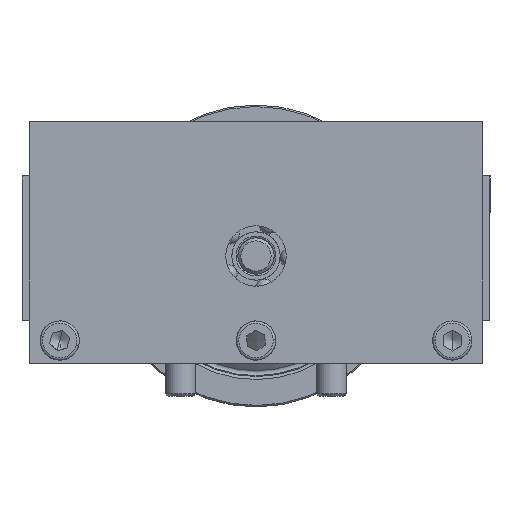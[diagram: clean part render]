
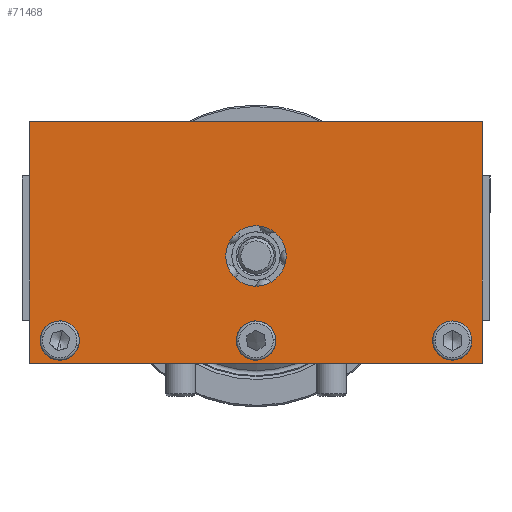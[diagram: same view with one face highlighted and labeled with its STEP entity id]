
A CAD part, left-side view. The second image highlights one B-rep face of the part: STEP entity #71468.
In plain terms, the highlighted planar face has unit normal (-1, 0, 0).
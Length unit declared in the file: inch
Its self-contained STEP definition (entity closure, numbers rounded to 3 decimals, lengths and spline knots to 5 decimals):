
#2008 = EDGE_CURVE ( 'NONE', #52159, #59264, #15173, .T. ) ;
#2064 = EDGE_CURVE ( 'NONE', #63170, #53498, #22134, .T. ) ;
#2739 = CARTESIAN_POINT ( 'NONE',  ( -9.44882, 2.95276, 3.14961 ) ) ;
#4279 = EDGE_LOOP ( 'NONE', ( #80860, #60745 ) ) ;
#5220 = DIRECTION ( 'NONE',  ( -1., 0., 0. ) ) ;
#5659 = FACE_BOUND ( 'NONE', #50113, .T. ) ;
#7211 = AXIS2_PLACEMENT_3D ( 'NONE', #68540, #30046, #74979 ) ;
#7697 = DIRECTION ( 'NONE',  ( -1., 0., 0. ) ) ;
#9270 = VERTEX_POINT ( 'NONE', #52014 ) ;
#13611 = CARTESIAN_POINT ( 'NONE',  ( -9.44882, 2.81496, 0.29528 ) ) ;
#14916 = ORIENTED_EDGE ( 'NONE', *, *, #2008, .F. ) ;
#15173 = CIRCLE ( 'NONE', #63915, 0.25591 ) ;
#15681 = DIRECTION ( 'NONE',  ( -1., 0., 0. ) ) ;
#17333 = CARTESIAN_POINT ( 'NONE',  ( -9.44882, 0., 1.39764 ) ) ;
#17587 = EDGE_CURVE ( 'NONE', #61947, #79425, #31287, .T. ) ;
#18118 = VECTOR ( 'NONE', #20655, 39.37008 ) ;
#18426 = DIRECTION ( 'NONE',  ( -1., 0., 0. ) ) ;
#19358 = DIRECTION ( 'NONE',  ( 0., 1., 0. ) ) ;
#19842 = ORIENTED_EDGE ( 'NONE', *, *, #24444, .F. ) ;
#19994 = CARTESIAN_POINT ( 'NONE',  ( -9.44882, 0., 0. ) ) ;
#20655 = DIRECTION ( 'NONE',  ( 0., -1., 0. ) ) ;
#20734 = FACE_OUTER_BOUND ( 'NONE', #34868, .T. ) ;
#21824 = DIRECTION ( 'NONE',  ( -1., 0., 0. ) ) ;
#22134 = CIRCLE ( 'NONE', #40702, 0.3937 ) ;
#22674 = FACE_BOUND ( 'NONE', #45391, .T. ) ;
#22898 = AXIS2_PLACEMENT_3D ( 'NONE', #60284, #21824, #66779 ) ;
#24444 = EDGE_CURVE ( 'NONE', #79425, #61947, #66621, .T. ) ;
#24536 = VERTEX_POINT ( 'NONE', #2739 ) ;
#25766 = DIRECTION ( 'NONE',  ( 1., 0., 0. ) ) ;
#26068 = AXIS2_PLACEMENT_3D ( 'NONE', #46066, #7697, #52560 ) ;
#28499 = CARTESIAN_POINT ( 'NONE',  ( -9.44882, -2.95276, 0. ) ) ;
#29132 = DIRECTION ( 'NONE',  ( -1., 0., 0. ) ) ;
#30046 = DIRECTION ( 'NONE',  ( -1., 0., 0. ) ) ;
#30248 = AXIS2_PLACEMENT_3D ( 'NONE', #43581, #5220, #50044 ) ;
#30668 = CARTESIAN_POINT ( 'NONE',  ( -9.44882, 2.95276, 1.5748 ) ) ;
#31025 = EDGE_CURVE ( 'NONE', #33118, #24536, #62908, .T. ) ;
#31287 = CIRCLE ( 'NONE', #26068, 0.25591 ) ;
#31337 = CARTESIAN_POINT ( 'NONE',  ( -9.44882, -2.95276, 1.5748 ) ) ;
#32419 = EDGE_CURVE ( 'NONE', #24536, #71819, #54210, .T. ) ;
#32526 = EDGE_LOOP ( 'NONE', ( #14916, #52607 ) ) ;
#33118 = VERTEX_POINT ( 'NONE', #34146 ) ;
#34146 = CARTESIAN_POINT ( 'NONE',  ( -9.44882, 2.95276, 0. ) ) ;
#34868 = EDGE_LOOP ( 'NONE', ( #60345, #73923, #55906, #49687 ) ) ;
#35720 = EDGE_CURVE ( 'NONE', #81201, #33118, #77528, .T. ) ;
#36156 = ORIENTED_EDGE ( 'NONE', *, *, #17587, .F. ) ;
#37217 = EDGE_CURVE ( 'NONE', #9270, #64634, #76979, .T. ) ;
#37762 = FACE_BOUND ( 'NONE', #4279, .T. ) ;
#40702 = AXIS2_PLACEMENT_3D ( 'NONE', #17333, #15681, #47836 ) ;
#41310 = VECTOR ( 'NONE', #45702, 39.37008 ) ;
#43385 = CIRCLE ( 'NONE', #30248, 0.3937 ) ;
#43581 = CARTESIAN_POINT ( 'NONE',  ( -9.44882, 0., 1.39764 ) ) ;
#43712 = VECTOR ( 'NONE', #75581, 39.37008 ) ;
#44114 = CARTESIAN_POINT ( 'NONE',  ( -9.44882, 0.3937, 1.39764 ) ) ;
#44550 = EDGE_CURVE ( 'NONE', #64634, #9270, #80533, .T. ) ;
#45391 = EDGE_LOOP ( 'NONE', ( #19842, #36156 ) ) ;
#45702 = DIRECTION ( 'NONE',  ( 0., 1., 0. ) ) ;
#46066 = CARTESIAN_POINT ( 'NONE',  ( -9.44882, 0., 0.29528 ) ) ;
#47669 = CARTESIAN_POINT ( 'NONE',  ( -9.44882, -2.55906, 0.29528 ) ) ;
#47836 = DIRECTION ( 'NONE',  ( 0., 1., 0. ) ) ;
#48915 = CARTESIAN_POINT ( 'NONE',  ( -9.44882, -2.95276, 3.14961 ) ) ;
#49601 = CARTESIAN_POINT ( 'NONE',  ( -9.44882, -0.25591, 0.29528 ) ) ;
#49687 = ORIENTED_EDGE ( 'NONE', *, *, #76346, .F. ) ;
#50044 = DIRECTION ( 'NONE',  ( 0., 1., 0. ) ) ;
#50113 = EDGE_LOOP ( 'NONE', ( #76055, #58512 ) ) ;
#50809 = CARTESIAN_POINT ( 'NONE',  ( -9.44882, -0.3937, 1.39764 ) ) ;
#52014 = CARTESIAN_POINT ( 'NONE',  ( -9.44882, 2.30315, 0.29528 ) ) ;
#52159 = VERTEX_POINT ( 'NONE', #53913 ) ;
#52560 = DIRECTION ( 'NONE',  ( 0., 1., 0. ) ) ;
#52607 = ORIENTED_EDGE ( 'NONE', *, *, #71925, .F. ) ;
#53498 = VERTEX_POINT ( 'NONE', #44114 ) ;
#53777 = CARTESIAN_POINT ( 'NONE',  ( -9.44882, 0.25591, 0.29528 ) ) ;
#53913 = CARTESIAN_POINT ( 'NONE',  ( -9.44882, -2.30315, 0.29528 ) ) ;
#54210 = LINE ( 'NONE', #78141, #18118 ) ;
#54806 = FACE_BOUND ( 'NONE', #32526, .T. ) ;
#55906 = ORIENTED_EDGE ( 'NONE', *, *, #35720, .F. ) ;
#56828 = CARTESIAN_POINT ( 'NONE',  ( -9.44882, -2.55906, 0.29528 ) ) ;
#58512 = ORIENTED_EDGE ( 'NONE', *, *, #37217, .F. ) ;
#58803 = CARTESIAN_POINT ( 'NONE',  ( -9.44882, -2.81496, 0.29528 ) ) ;
#59264 = VERTEX_POINT ( 'NONE', #58803 ) ;
#60284 = CARTESIAN_POINT ( 'NONE',  ( -9.44882, 0., 0.29528 ) ) ;
#60345 = ORIENTED_EDGE ( 'NONE', *, *, #32419, .F. ) ;
#60745 = ORIENTED_EDGE ( 'NONE', *, *, #2064, .F. ) ;
#61642 = AXIS2_PLACEMENT_3D ( 'NONE', #64274, #25766, #70751 ) ;
#61947 = VERTEX_POINT ( 'NONE', #49601 ) ;
#62908 = LINE ( 'NONE', #30668, #43712 ) ;
#63170 = VERTEX_POINT ( 'NONE', #50809 ) ;
#63330 = DIRECTION ( 'NONE',  ( 0., 1., 0. ) ) ;
#63915 = AXIS2_PLACEMENT_3D ( 'NONE', #47669, #77828, #19358 ) ;
#64274 = CARTESIAN_POINT ( 'NONE',  ( -9.44882, 0., 1.5748 ) ) ;
#64286 = VECTOR ( 'NONE', #82718, 39.37008 ) ;
#64634 = VERTEX_POINT ( 'NONE', #13611 ) ;
#66307 = LINE ( 'NONE', #31337, #64286 ) ;
#66621 = CIRCLE ( 'NONE', #22898, 0.25591 ) ;
#66779 = DIRECTION ( 'NONE',  ( 0., 1., 0. ) ) ;
#67655 = CARTESIAN_POINT ( 'NONE',  ( -9.44882, 2.55906, 0.29528 ) ) ;
#68540 = CARTESIAN_POINT ( 'NONE',  ( -9.44882, 2.55906, 0.29528 ) ) ;
#69131 = EDGE_CURVE ( 'NONE', #53498, #63170, #43385, .T. ) ;
#70008 = CIRCLE ( 'NONE', #75630, 0.25591 ) ;
#70469 = PLANE ( 'NONE',  #61642 ) ;
#70751 = DIRECTION ( 'NONE',  ( 0., 1., 0. ) ) ;
#71468 = ADVANCED_FACE ( 'NONE', ( #22674, #5659, #54806, #37762, #20734 ), #70469, .F. ) ;
#71819 = VERTEX_POINT ( 'NONE', #48915 ) ;
#71925 = EDGE_CURVE ( 'NONE', #59264, #52159, #70008, .T. ) ;
#72769 = AXIS2_PLACEMENT_3D ( 'NONE', #67655, #29132, #74063 ) ;
#73923 = ORIENTED_EDGE ( 'NONE', *, *, #31025, .F. ) ;
#74063 = DIRECTION ( 'NONE',  ( 0., 1., 0. ) ) ;
#74979 = DIRECTION ( 'NONE',  ( 0., 1., 0. ) ) ;
#75581 = DIRECTION ( 'NONE',  ( 0., 0., 1. ) ) ;
#75630 = AXIS2_PLACEMENT_3D ( 'NONE', #56828, #18426, #63330 ) ;
#76055 = ORIENTED_EDGE ( 'NONE', *, *, #44550, .F. ) ;
#76346 = EDGE_CURVE ( 'NONE', #71819, #81201, #66307, .T. ) ;
#76979 = CIRCLE ( 'NONE', #7211, 0.25591 ) ;
#77528 = LINE ( 'NONE', #19994, #41310 ) ;
#77828 = DIRECTION ( 'NONE',  ( -1., 0., 0. ) ) ;
#78141 = CARTESIAN_POINT ( 'NONE',  ( -9.44882, 0., 3.14961 ) ) ;
#79425 = VERTEX_POINT ( 'NONE', #53777 ) ;
#80533 = CIRCLE ( 'NONE', #72769, 0.25591 ) ;
#80860 = ORIENTED_EDGE ( 'NONE', *, *, #69131, .F. ) ;
#81201 = VERTEX_POINT ( 'NONE', #28499 ) ;
#82718 = DIRECTION ( 'NONE',  ( 0., 0., -1. ) ) ;
